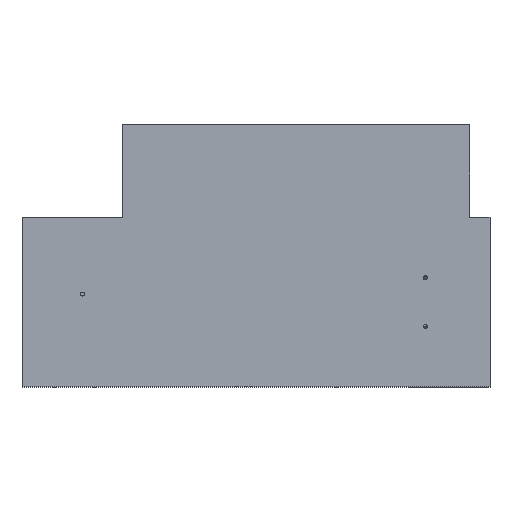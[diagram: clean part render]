
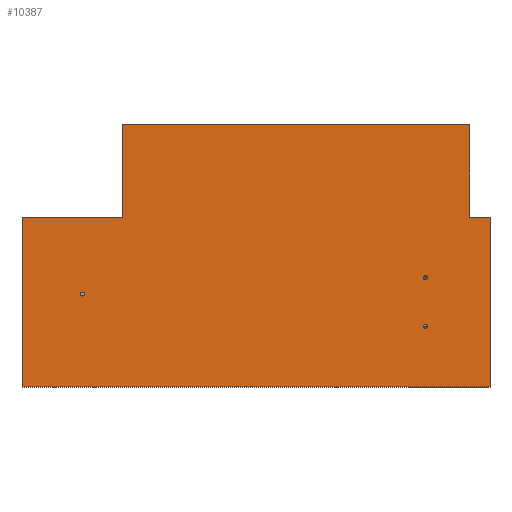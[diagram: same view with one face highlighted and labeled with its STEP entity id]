
A CAD part, top view. The second image highlights one B-rep face of the part: STEP entity #10387.
In plain terms, the highlighted planar face has unit normal (0, 0, 1).
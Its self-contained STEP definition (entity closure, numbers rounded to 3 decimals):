
#92 = CARTESIAN_POINT ( 'NONE',  ( 113., 0., 3. ) ) ;
#159 = CIRCLE ( 'NONE', #3562, 0.5 ) ;
#207 = EDGE_CURVE ( 'NONE', #2581, #8451, #10494, .T. ) ;
#299 = DIRECTION ( 'NONE',  ( 1., 0., 0. ) ) ;
#311 = DIRECTION ( 'NONE',  ( 1., 0., 0. ) ) ;
#315 = CARTESIAN_POINT ( 'NONE',  ( -3., 42., 3. ) ) ;
#534 = CARTESIAN_POINT ( 'NONE',  ( 22., 42., 3. ) ) ;
#598 = DIRECTION ( 'NONE',  ( 0., -1., 0. ) ) ;
#645 = CARTESIAN_POINT ( 'NONE',  ( 108., 65., 3. ) ) ;
#657 = LINE ( 'NONE', #7465, #1318 ) ;
#664 = EDGE_CURVE ( 'NONE', #6616, #6862, #10414, .T. ) ;
#671 = ORIENTED_EDGE ( 'NONE', *, *, #3953, .F. ) ;
#751 = VECTOR ( 'NONE', #4729, 1000. ) ;
#808 = EDGE_CURVE ( 'NONE', #9983, #2542, #2262, .T. ) ;
#987 = CARTESIAN_POINT ( 'NONE',  ( 12., 23., 3. ) ) ;
#1083 = ORIENTED_EDGE ( 'NONE', *, *, #2018, .T. ) ;
#1101 = DIRECTION ( 'NONE',  ( 1., 0., 0. ) ) ;
#1139 = VECTOR ( 'NONE', #6729, 1000. ) ;
#1155 = AXIS2_PLACEMENT_3D ( 'NONE', #9138, #7480, #5924 ) ;
#1171 = ORIENTED_EDGE ( 'NONE', *, *, #10468, .F. ) ;
#1318 = VECTOR ( 'NONE', #3351, 1000. ) ;
#1333 = CARTESIAN_POINT ( 'NONE',  ( -3., 42., 3. ) ) ;
#1460 = CARTESIAN_POINT ( 'NONE',  ( 108., 42., 3. ) ) ;
#2018 = EDGE_CURVE ( 'NONE', #8546, #2425, #10954, .T. ) ;
#2097 = CARTESIAN_POINT ( 'NONE',  ( 113., 42., 3. ) ) ;
#2158 = ORIENTED_EDGE ( 'NONE', *, *, #664, .F. ) ;
#2176 = ORIENTED_EDGE ( 'NONE', *, *, #3727, .F. ) ;
#2239 = FACE_OUTER_BOUND ( 'NONE', #6936, .T. ) ;
#2262 = LINE ( 'NONE', #2097, #751 ) ;
#2287 = FACE_BOUND ( 'NONE', #2965, .T. ) ;
#2342 = DIRECTION ( 'NONE',  ( 0., 0., 1. ) ) ;
#2401 = AXIS2_PLACEMENT_3D ( 'NONE', #987, #8620, #7696 ) ;
#2403 = CARTESIAN_POINT ( 'NONE',  ( 97., 15., 3. ) ) ;
#2425 = VERTEX_POINT ( 'NONE', #5664 ) ;
#2542 = VERTEX_POINT ( 'NONE', #92 ) ;
#2581 = VERTEX_POINT ( 'NONE', #6789 ) ;
#2866 = ORIENTED_EDGE ( 'NONE', *, *, #5015, .T. ) ;
#2965 = EDGE_LOOP ( 'NONE', ( #9266, #1171 ) ) ;
#2979 = DIRECTION ( 'NONE',  ( 1., 0., 0. ) ) ;
#3080 = DIRECTION ( 'NONE',  ( 0., 0., -1. ) ) ;
#3241 = EDGE_CURVE ( 'NONE', #5446, #4374, #3293, .T. ) ;
#3276 = CARTESIAN_POINT ( 'NONE',  ( 96.5, 15., 3. ) ) ;
#3293 = CIRCLE ( 'NONE', #3468, 0.5 ) ;
#3344 = ORIENTED_EDGE ( 'NONE', *, *, #3366, .T. ) ;
#3351 = DIRECTION ( 'NONE',  ( 1., 0., 0. ) ) ;
#3366 = EDGE_CURVE ( 'NONE', #2425, #2542, #657, .T. ) ;
#3468 = AXIS2_PLACEMENT_3D ( 'NONE', #10849, #5849, #9185 ) ;
#3518 = EDGE_CURVE ( 'NONE', #8451, #2581, #9688, .T. ) ;
#3560 = VECTOR ( 'NONE', #7411, 1000. ) ;
#3562 = AXIS2_PLACEMENT_3D ( 'NONE', #9811, #6325, #2979 ) ;
#3727 = EDGE_CURVE ( 'NONE', #6862, #5431, #7398, .T. ) ;
#3953 = EDGE_CURVE ( 'NONE', #8546, #8774, #6442, .T. ) ;
#3957 = CARTESIAN_POINT ( 'NONE',  ( -3., 42., 3. ) ) ;
#3961 = LINE ( 'NONE', #9902, #3560 ) ;
#4352 = CARTESIAN_POINT ( 'NONE',  ( 11.5, 23., 3. ) ) ;
#4374 = VERTEX_POINT ( 'NONE', #7929 ) ;
#4382 = AXIS2_PLACEMENT_3D ( 'NONE', #6533, #3080, #6475 ) ;
#4406 = CARTESIAN_POINT ( 'NONE',  ( 96.5, 27., 3. ) ) ;
#4464 = AXIS2_PLACEMENT_3D ( 'NONE', #8738, #9637, #1101 ) ;
#4729 = DIRECTION ( 'NONE',  ( 0., -1., 0. ) ) ;
#4754 = DIRECTION ( 'NONE',  ( 1., 0., 0. ) ) ;
#5015 = EDGE_CURVE ( 'NONE', #6616, #8774, #3961, .T. ) ;
#5357 = ORIENTED_EDGE ( 'NONE', *, *, #3518, .F. ) ;
#5431 = VERTEX_POINT ( 'NONE', #1460 ) ;
#5446 = VERTEX_POINT ( 'NONE', #3276 ) ;
#5583 = FACE_BOUND ( 'NONE', #6290, .T. ) ;
#5664 = CARTESIAN_POINT ( 'NONE',  ( -3., 0., 3. ) ) ;
#5747 = VERTEX_POINT ( 'NONE', #4406 ) ;
#5849 = DIRECTION ( 'NONE',  ( 0., 0., 1. ) ) ;
#5924 = DIRECTION ( 'NONE',  ( 1., 0., 0. ) ) ;
#5984 = CARTESIAN_POINT ( 'NONE',  ( 108., 65., 3. ) ) ;
#5998 = EDGE_LOOP ( 'NONE', ( #9131, #5357 ) ) ;
#6086 = VECTOR ( 'NONE', #311, 1000. ) ;
#6290 = EDGE_LOOP ( 'NONE', ( #10523, #8396 ) ) ;
#6325 = DIRECTION ( 'NONE',  ( 0., 0., 1. ) ) ;
#6442 = LINE ( 'NONE', #8931, #8270 ) ;
#6470 = DIRECTION ( 'NONE',  ( 1., 0., 0. ) ) ;
#6475 = DIRECTION ( 'NONE',  ( -1., 0., 0. ) ) ;
#6533 = CARTESIAN_POINT ( 'NONE',  ( -3., 42., 3. ) ) ;
#6616 = VERTEX_POINT ( 'NONE', #7260 ) ;
#6729 = DIRECTION ( 'NONE',  ( 0., -1., 0. ) ) ;
#6789 = CARTESIAN_POINT ( 'NONE',  ( 12.5, 23., 3. ) ) ;
#6862 = VERTEX_POINT ( 'NONE', #5984 ) ;
#6936 = EDGE_LOOP ( 'NONE', ( #3344, #7271, #10952, #2176, #2158, #2866, #671, #1083 ) ) ;
#7129 = CIRCLE ( 'NONE', #7485, 0.5 ) ;
#7260 = CARTESIAN_POINT ( 'NONE',  ( 22., 65., 3. ) ) ;
#7267 = CARTESIAN_POINT ( 'NONE',  ( 113., 42., 3. ) ) ;
#7271 = ORIENTED_EDGE ( 'NONE', *, *, #808, .F. ) ;
#7311 = FACE_BOUND ( 'NONE', #5998, .T. ) ;
#7398 = LINE ( 'NONE', #645, #1139 ) ;
#7411 = DIRECTION ( 'NONE',  ( 0., -1., 0. ) ) ;
#7465 = CARTESIAN_POINT ( 'NONE',  ( -3., 0., 3. ) ) ;
#7480 = DIRECTION ( 'NONE',  ( 0., 0., 1. ) ) ;
#7485 = AXIS2_PLACEMENT_3D ( 'NONE', #2403, #2342, #6470 ) ;
#7696 = DIRECTION ( 'NONE',  ( 1., 0., 0. ) ) ;
#7699 = EDGE_CURVE ( 'NONE', #8031, #5747, #159, .T. ) ;
#7714 = VECTOR ( 'NONE', #598, 1000. ) ;
#7929 = CARTESIAN_POINT ( 'NONE',  ( 97.5, 15., 3. ) ) ;
#8031 = VERTEX_POINT ( 'NONE', #9477 ) ;
#8243 = EDGE_CURVE ( 'NONE', #4374, #5446, #7129, .T. ) ;
#8270 = VECTOR ( 'NONE', #299, 1000. ) ;
#8396 = ORIENTED_EDGE ( 'NONE', *, *, #3241, .F. ) ;
#8451 = VERTEX_POINT ( 'NONE', #4352 ) ;
#8546 = VERTEX_POINT ( 'NONE', #315 ) ;
#8618 = CARTESIAN_POINT ( 'NONE',  ( 108., 65., 3. ) ) ;
#8620 = DIRECTION ( 'NONE',  ( 0., 0., 1. ) ) ;
#8738 = CARTESIAN_POINT ( 'NONE',  ( 12., 23., 3. ) ) ;
#8774 = VERTEX_POINT ( 'NONE', #534 ) ;
#8806 = CIRCLE ( 'NONE', #1155, 0.5 ) ;
#8931 = CARTESIAN_POINT ( 'NONE',  ( -3., 42., 3. ) ) ;
#8970 = LINE ( 'NONE', #1333, #10767 ) ;
#9131 = ORIENTED_EDGE ( 'NONE', *, *, #207, .F. ) ;
#9138 = CARTESIAN_POINT ( 'NONE',  ( 97., 27., 3. ) ) ;
#9185 = DIRECTION ( 'NONE',  ( 1., 0., 0. ) ) ;
#9266 = ORIENTED_EDGE ( 'NONE', *, *, #7699, .F. ) ;
#9477 = CARTESIAN_POINT ( 'NONE',  ( 97.5, 27., 3. ) ) ;
#9637 = DIRECTION ( 'NONE',  ( 0., 0., 1. ) ) ;
#9688 = CIRCLE ( 'NONE', #2401, 0.5 ) ;
#9811 = CARTESIAN_POINT ( 'NONE',  ( 97., 27., 3. ) ) ;
#9902 = CARTESIAN_POINT ( 'NONE',  ( 22., 65., 3. ) ) ;
#9983 = VERTEX_POINT ( 'NONE', #7267 ) ;
#10387 = ADVANCED_FACE ( 'NONE', ( #7311, #5583, #2287, #2239 ), #10596, .F. ) ;
#10414 = LINE ( 'NONE', #8618, #6086 ) ;
#10451 = EDGE_CURVE ( 'NONE', #5431, #9983, #8970, .T. ) ;
#10468 = EDGE_CURVE ( 'NONE', #5747, #8031, #8806, .T. ) ;
#10494 = CIRCLE ( 'NONE', #4464, 0.5 ) ;
#10523 = ORIENTED_EDGE ( 'NONE', *, *, #8243, .F. ) ;
#10596 = PLANE ( 'NONE',  #4382 ) ;
#10767 = VECTOR ( 'NONE', #4754, 1000. ) ;
#10849 = CARTESIAN_POINT ( 'NONE',  ( 97., 15., 3. ) ) ;
#10952 = ORIENTED_EDGE ( 'NONE', *, *, #10451, .F. ) ;
#10954 = LINE ( 'NONE', #3957, #7714 ) ;
